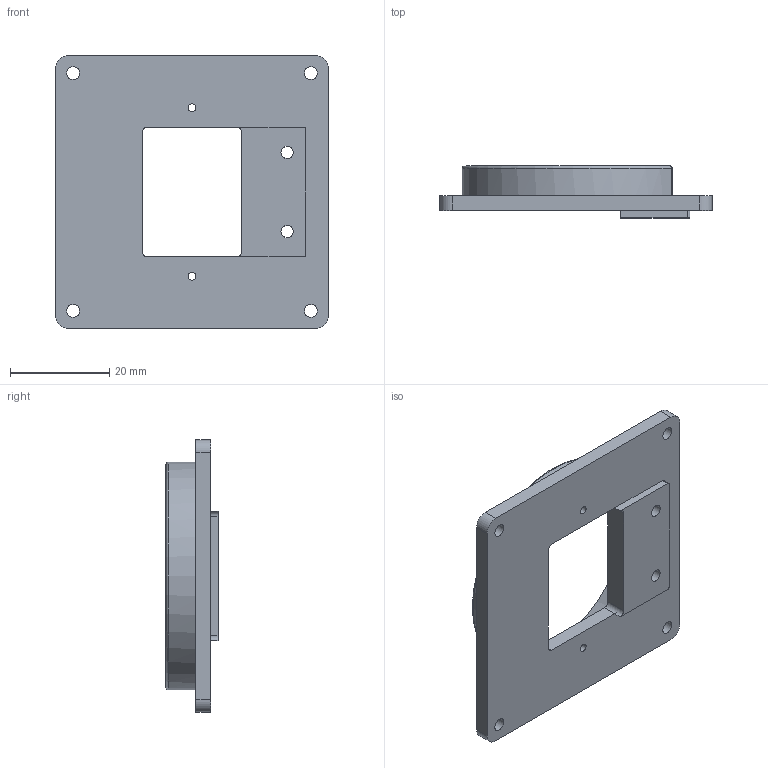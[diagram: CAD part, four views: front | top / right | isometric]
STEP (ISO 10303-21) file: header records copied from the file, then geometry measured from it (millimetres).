
FILE_DESCRIPTION(/* description */ (''),/* implementation_level */ '2;1');
FILE_NAME(/* name */ 'UnitV_Mount.stp',/* time_stamp */ '2024-03-06T16:15:19+09:00',/* author */ ('Hanaoka'),/* organization */ (''),/* preprocessor_version */ 'ST-DEVELOPER v20',/* originating_system */ 'Autodesk Inventor 2024',/* authorisation */ '');
FILE_SCHEMA (('AUTOMOTIVE_DESIGN { 1 0 10303 214 3 1 1 }'));
Length unit declared in the file: millimetre
Products named in the file (1): UnitV_Mount
Bounding box: 55 x 10.5 x 55 mm (x, y, z)
Volume: 8789.5 mm3; surface area: 7950.9 mm2
Topology: 1 solids, 1 shells, 48 faces, 126 edges, 82 vertices
Faces by surface type: cylinder 25, plane 17, torus 4, bspline 2
Full cylindrical faces by diameter (mm): 1.6 x2, 2.5 x2, 2.6 x4, 46 x1, 50 x1
Entity records: 1656 total; most frequent: CARTESIAN_POINT 307, DIRECTION 282, ORIENTED_EDGE 252, EDGE_CURVE 126, AXIS2_PLACEMENT_3D 111, VERTEX_POINT 82, EDGE_LOOP 68, CIRCLE 64
